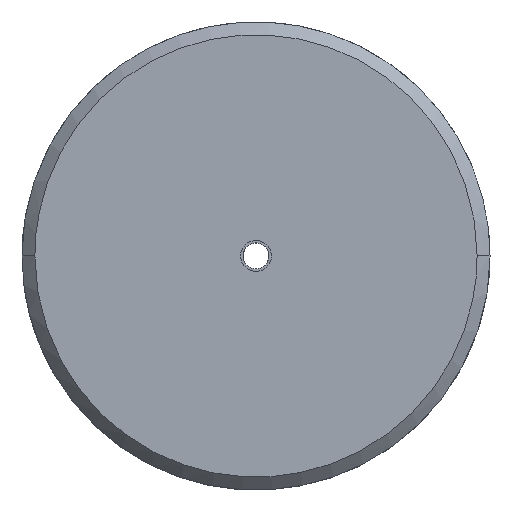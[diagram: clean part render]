
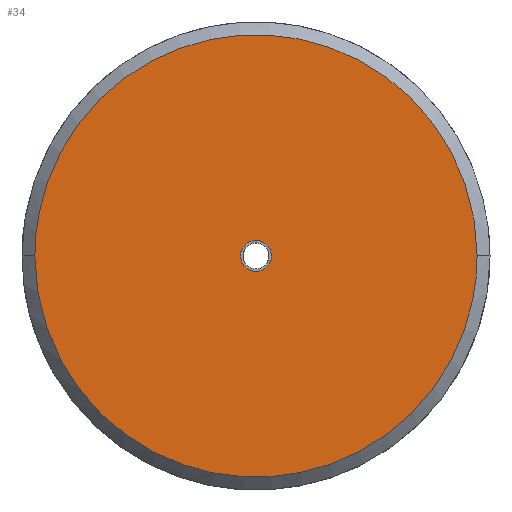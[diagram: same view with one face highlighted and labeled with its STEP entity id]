
A CAD part, top view. The second image highlights one B-rep face of the part: STEP entity #34.
In plain terms, the highlighted planar face has unit normal (0, 0, 1).
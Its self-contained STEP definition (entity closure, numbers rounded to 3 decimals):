
#34=ADVANCED_FACE('',(#72,#53),#469,.T.);
#53=FACE_BOUND('',#106,.T.);
#72=FACE_OUTER_BOUND('',#105,.T.);
#105=EDGE_LOOP('',(#195,#196));
#106=EDGE_LOOP('',(#197,#198));
#195=ORIENTED_EDGE('',*,*,#293,.T.);
#196=ORIENTED_EDGE('',*,*,#292,.T.);
#197=ORIENTED_EDGE('',*,*,#297,.F.);
#198=ORIENTED_EDGE('',*,*,#301,.F.);
#292=EDGE_CURVE('',#419,#420,#339,.T.);
#293=EDGE_CURVE('',#420,#419,#340,.T.);
#297=EDGE_CURVE('',#427,#428,#341,.T.);
#301=EDGE_CURVE('',#428,#427,#345,.T.);
#339=(
BOUNDED_CURVE()
B_SPLINE_CURVE(2,(#957,#958,#959,#960,#961),.UNSPECIFIED.,.F.,.F.)
B_SPLINE_CURVE_WITH_KNOTS((3,2,3),(0.,270.177,540.354),
 .UNSPECIFIED.)
CURVE()
GEOMETRIC_REPRESENTATION_ITEM()
RATIONAL_B_SPLINE_CURVE((1.,0.707,1.,0.707,1.))
REPRESENTATION_ITEM('')
);
#340=(
BOUNDED_CURVE()
B_SPLINE_CURVE(2,(#962,#963,#964,#965,#966),.UNSPECIFIED.,.F.,.F.)
B_SPLINE_CURVE_WITH_KNOTS((3,2,3),(0.,270.177,540.354),
 .UNSPECIFIED.)
CURVE()
GEOMETRIC_REPRESENTATION_ITEM()
RATIONAL_B_SPLINE_CURVE((1.,0.707,1.,0.707,1.))
REPRESENTATION_ITEM('')
);
#341=(
BOUNDED_CURVE()
B_SPLINE_CURVE(2,(#977,#978,#979,#980,#981),.UNSPECIFIED.,.F.,.F.)
B_SPLINE_CURVE_WITH_KNOTS((3,2,3),(0.,18.85,37.699),
 .UNSPECIFIED.)
CURVE()
GEOMETRIC_REPRESENTATION_ITEM()
RATIONAL_B_SPLINE_CURVE((1.,0.707,1.,0.707,1.))
REPRESENTATION_ITEM('')
);
#345=(
BOUNDED_CURVE()
B_SPLINE_CURVE(2,(#991,#992,#993,#994,#995),.UNSPECIFIED.,.F.,.F.)
B_SPLINE_CURVE_WITH_KNOTS((3,2,3),(0.,18.85,37.699),
 .UNSPECIFIED.)
CURVE()
GEOMETRIC_REPRESENTATION_ITEM()
RATIONAL_B_SPLINE_CURVE((1.,0.707,1.,0.707,1.))
REPRESENTATION_ITEM('')
);
#419=VERTEX_POINT('',#853);
#420=VERTEX_POINT('',#854);
#427=VERTEX_POINT('',#861);
#428=VERTEX_POINT('',#862);
#469=PLANE('',#661);
#661=AXIS2_PLACEMENT_3D('',#775,#682,$);
#682=DIRECTION('',(0.,0.,1.));
#775=CARTESIAN_POINT('',(-206.412,-24.412,80.));
#853=CARTESIAN_POINT('',(-172.,182.,80.));
#854=CARTESIAN_POINT('',(172.,182.,80.));
#861=CARTESIAN_POINT('',(-12.,182.,80.));
#862=CARTESIAN_POINT('',(12.,182.,80.));
#957=CARTESIAN_POINT('',(-172.,182.,80.));
#958=CARTESIAN_POINT('',(-172.,10.,80.));
#959=CARTESIAN_POINT('',(0.,10.,80.));
#960=CARTESIAN_POINT('',(172.,10.,80.));
#961=CARTESIAN_POINT('',(172.,182.,80.));
#962=CARTESIAN_POINT('',(172.,182.,80.));
#963=CARTESIAN_POINT('',(172.,354.,80.));
#964=CARTESIAN_POINT('',(0.,354.,80.));
#965=CARTESIAN_POINT('',(-172.,354.,80.));
#966=CARTESIAN_POINT('',(-172.,182.,80.));
#977=CARTESIAN_POINT('',(-12.,182.,80.));
#978=CARTESIAN_POINT('',(-12.,170.,80.));
#979=CARTESIAN_POINT('',(0.,170.,80.));
#980=CARTESIAN_POINT('',(12.,170.,80.));
#981=CARTESIAN_POINT('',(12.,182.,80.));
#991=CARTESIAN_POINT('',(12.,182.,80.));
#992=CARTESIAN_POINT('',(12.,194.,80.));
#993=CARTESIAN_POINT('',(0.,194.,80.));
#994=CARTESIAN_POINT('',(-12.,194.,80.));
#995=CARTESIAN_POINT('',(-12.,182.,80.));
